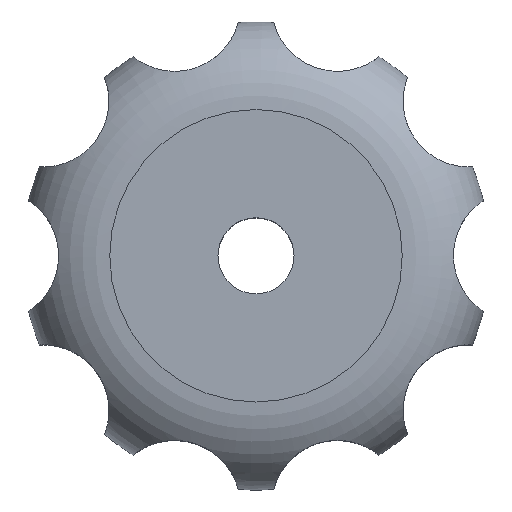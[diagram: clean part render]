
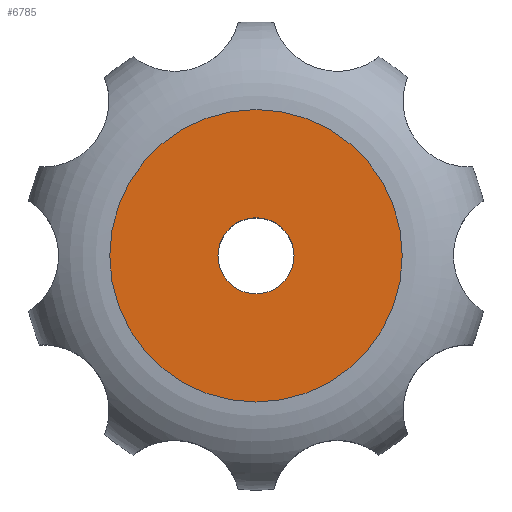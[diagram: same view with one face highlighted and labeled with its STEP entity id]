
A CAD part, top view. The second image highlights one B-rep face of the part: STEP entity #6785.
In plain terms, the highlighted planar face has unit normal (0, 0, 1).
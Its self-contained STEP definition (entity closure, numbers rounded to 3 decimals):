
#100 = TOROIDAL_SURFACE('',#101,10.,6.);
#101 = AXIS2_PLACEMENT_3D('',#102,#103,#104);
#102 = CARTESIAN_POINT('',(0.,0.,8.));
#103 = DIRECTION('',(0.,0.,1.));
#104 = DIRECTION('',(1.,0.,0.));
#3621 = VERTEX_POINT('',#3622);
#3622 = CARTESIAN_POINT('',(10.,0.,14.));
#3642 = EDGE_CURVE('',#3621,#3621,#3643,.T.);
#3643 = SURFACE_CURVE('',#3644,(#3649,#3656),.PCURVE_S1.);
#3644 = CIRCLE('',#3645,10.);
#3645 = AXIS2_PLACEMENT_3D('',#3646,#3647,#3648);
#3646 = CARTESIAN_POINT('',(0.,0.,14.));
#3647 = DIRECTION('',(0.,0.,1.));
#3648 = DIRECTION('',(1.,0.,0.));
#3649 = PCURVE('',#100,#3650);
#3650 = DEFINITIONAL_REPRESENTATION('',(#3651),#3655);
#3651 = LINE('',#3652,#3653);
#3652 = CARTESIAN_POINT('',(0.,1.571));
#3653 = VECTOR('',#3654,1.);
#3654 = DIRECTION('',(1.,0.));
#3655 = ( GEOMETRIC_REPRESENTATION_CONTEXT(2) 
PARAMETRIC_REPRESENTATION_CONTEXT() REPRESENTATION_CONTEXT('2D SPACE',''
  ) );
#3656 = PCURVE('',#3657,#3662);
#3657 = PLANE('',#3658);
#3658 = AXIS2_PLACEMENT_3D('',#3659,#3660,#3661);
#3659 = CARTESIAN_POINT('',(0.,0.,14.));
#3660 = DIRECTION('',(0.,0.,1.));
#3661 = DIRECTION('',(1.,0.,0.));
#3662 = DEFINITIONAL_REPRESENTATION('',(#3663),#3667);
#3663 = CIRCLE('',#3664,10.);
#3664 = AXIS2_PLACEMENT_2D('',#3665,#3666);
#3665 = CARTESIAN_POINT('',(0.,0.));
#3666 = DIRECTION('',(1.,0.));
#3667 = ( GEOMETRIC_REPRESENTATION_CONTEXT(2) 
PARAMETRIC_REPRESENTATION_CONTEXT() REPRESENTATION_CONTEXT('2D SPACE',''
  ) );
#6785 = ADVANCED_FACE('',(#6786,#6789),#3657,.T.);
#6786 = FACE_BOUND('',#6787,.T.);
#6787 = EDGE_LOOP('',(#6788));
#6788 = ORIENTED_EDGE('',*,*,#3642,.T.);
#6789 = FACE_BOUND('',#6790,.T.);
#6790 = EDGE_LOOP('',(#6791));
#6791 = ORIENTED_EDGE('',*,*,#6792,.F.);
#6792 = EDGE_CURVE('',#6793,#6793,#6795,.T.);
#6793 = VERTEX_POINT('',#6794);
#6794 = CARTESIAN_POINT('',(2.6,0.,14.));
#6795 = SURFACE_CURVE('',#6796,(#6801,#6808),.PCURVE_S1.);
#6796 = CIRCLE('',#6797,2.6);
#6797 = AXIS2_PLACEMENT_3D('',#6798,#6799,#6800);
#6798 = CARTESIAN_POINT('',(0.,0.,14.));
#6799 = DIRECTION('',(0.,0.,1.));
#6800 = DIRECTION('',(1.,0.,0.));
#6801 = PCURVE('',#3657,#6802);
#6802 = DEFINITIONAL_REPRESENTATION('',(#6803),#6807);
#6803 = CIRCLE('',#6804,2.6);
#6804 = AXIS2_PLACEMENT_2D('',#6805,#6806);
#6805 = CARTESIAN_POINT('',(0.,0.));
#6806 = DIRECTION('',(1.,0.));
#6807 = ( GEOMETRIC_REPRESENTATION_CONTEXT(2) 
PARAMETRIC_REPRESENTATION_CONTEXT() REPRESENTATION_CONTEXT('2D SPACE',''
  ) );
#6808 = PCURVE('',#6809,#6814);
#6809 = CYLINDRICAL_SURFACE('',#6810,2.6);
#6810 = AXIS2_PLACEMENT_3D('',#6811,#6812,#6813);
#6811 = CARTESIAN_POINT('',(0.,0.,-1.));
#6812 = DIRECTION('',(0.,0.,1.));
#6813 = DIRECTION('',(1.,0.,0.));
#6814 = DEFINITIONAL_REPRESENTATION('',(#6815),#6819);
#6815 = LINE('',#6816,#6817);
#6816 = CARTESIAN_POINT('',(0.,15.));
#6817 = VECTOR('',#6818,1.);
#6818 = DIRECTION('',(1.,0.));
#6819 = ( GEOMETRIC_REPRESENTATION_CONTEXT(2) 
PARAMETRIC_REPRESENTATION_CONTEXT() REPRESENTATION_CONTEXT('2D SPACE',''
  ) );
